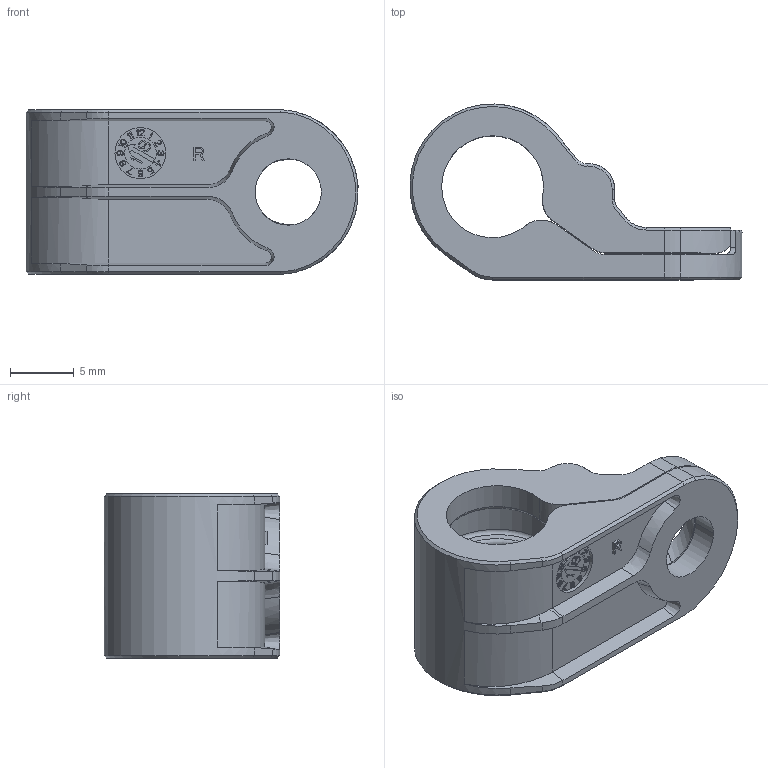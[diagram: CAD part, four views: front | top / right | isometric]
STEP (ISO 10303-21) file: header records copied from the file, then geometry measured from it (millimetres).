
FILE_DESCRIPTION((''),'2;1');
FILE_NAME('3506_8X08_5XX-FERME','2020-02-25T',('presta_be4'),(''),'CREO PARAMETRIC BY PTC INC, 2018360','CREO PARAMETRIC BY PTC INC, 2018360','');
FILE_SCHEMA(('CONFIG_CONTROL_DESIGN'));
Length unit declared in the file: millimetre
Products named in the file (1): 3506_8X08_5XX-FERME
Bounding box: 26.06 x 13.8 x 12.9 mm (x, y, z)
Volume: 1408.8 mm3; surface area: 2120.6 mm2
Topology: 1 solids, 1 shells, 774 faces, 2150 edges, 1408 vertices
Faces by surface type: plane 643, cylinder 57, cone 36, bspline 20, torus 18
Entity records: 26641 total; most frequent: CARTESIAN_POINT 6971, ORIENTED_EDGE 4300, DIRECTION 3686, EDGE_CURVE 2150, VECTOR 1878, LINE 1878, VERTEX_POINT 1408, AXIS2_PLACEMENT_3D 904
